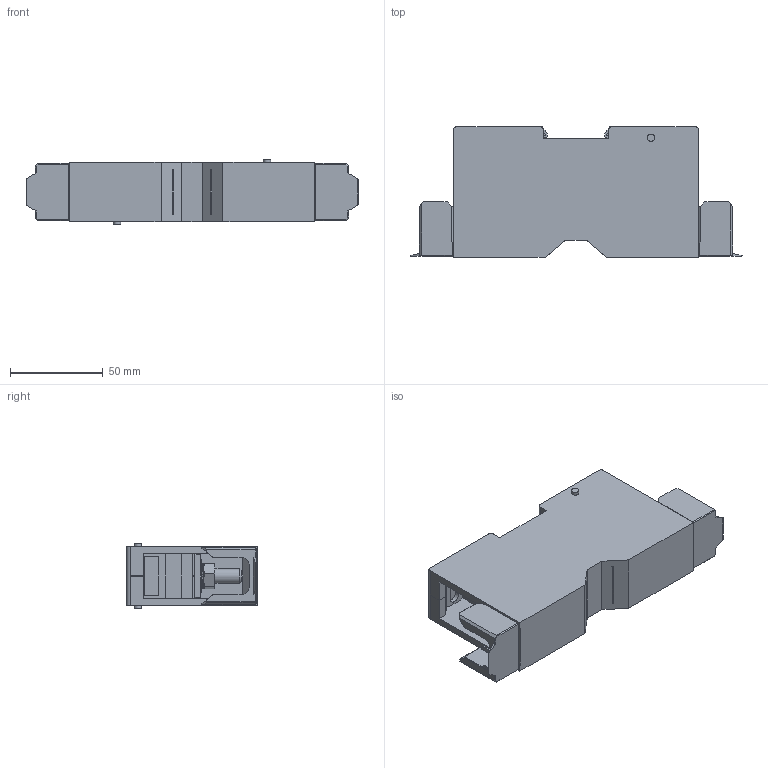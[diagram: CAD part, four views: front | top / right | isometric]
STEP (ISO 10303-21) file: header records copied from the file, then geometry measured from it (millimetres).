
FILE_DESCRIPTION(/* description */ ('Unknown'),/* implementation_level */ '2;1');
FILE_NAME(/* name */ 'SPT95XL_3D_SOILD',/* time_stamp */ '2024-09-27T11:59:35+05:00',/* author */ ('Unknown'),/* organization */ ('Unknown'),/* preprocessor_version */ 'ST-DEVELOPER v16.7',/* originating_system */ 'Solid Edge',/* authorisation */ 'Unknown');
FILE_SCHEMA (('AUTOMOTIVE_DESIGN {1 0 10303 214 3 1 1}'));
Products named in the file (1): SPT95XL_3D_SOILD
Bounding box: 179.2 x 70.6 x 35.61 mm (x, y, z)
Volume: 173871.3 mm3; surface area: 63650.4 mm2
Topology: 1 solids, 127 shells, 2144 faces, 5322 edges, 3390 vertices
Faces by surface type: plane 1089, cylinder 676, torus 160, bspline 136, sphere 44, cone 39
Full cylindrical faces by diameter (mm): 3 x2, 3.95 x2, 7 x4, 8 x4, 9 x2, 9.3 x2, 10.316 x2, 11.8 x2, 18 x2
Entity records: 79544 total; most frequent: CARTESIAN_POINT 14907, ORIENTED_EDGE 10412, DIRECTION 10162, EDGE_CURVE 5206, AXIS2_PLACEMENT_3D 3738, VERTEX_POINT 3364, LINE 2686, VECTOR 2686
